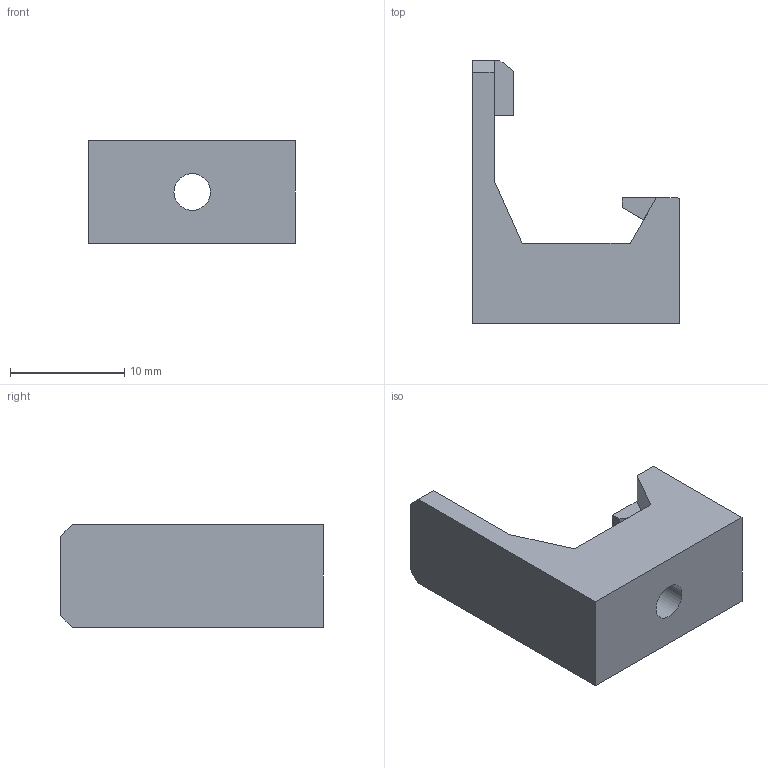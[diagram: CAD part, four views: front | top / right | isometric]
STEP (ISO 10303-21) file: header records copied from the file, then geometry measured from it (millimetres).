
FILE_DESCRIPTION(('HOOPS Exchange Step'),'2;1');
FILE_NAME('Lever Wire Connector.stp','2026-02-13T16:31:32-05:00',('RED'),('Unknown organisation'),'HOOPS Exchange 2025.8','HOOPS Exchange','Unknown authorisation');
FILE_SCHEMA( ('AP203_CONFIGURATION_CONTROLLED_3D_DESIGN_OF_MECHANICAL_PARTS_AND_ASSEMBLIES_MIM_LF') );
Length unit declared in the file: millimetre
Products named in the file (1): root
Bounding box: 18.1 x 23 x 9 mm (x, y, z)
Volume: 1520.3 mm3; surface area: 1249.5 mm2
Topology: 1 solids, 1 shells, 25 faces, 69 edges, 47 vertices
Faces by surface type: plane 23, cylinder 2
Full cylindrical faces by diameter (mm): 3.2 x1, 6 x1
Entity records: 815 total; most frequent: CARTESIAN_POINT 142, ORIENTED_EDGE 138, DIRECTION 128, EDGE_CURVE 69, VECTOR 62, LINE 62, VERTEX_POINT 47, AXIS2_PLACEMENT_3D 33
